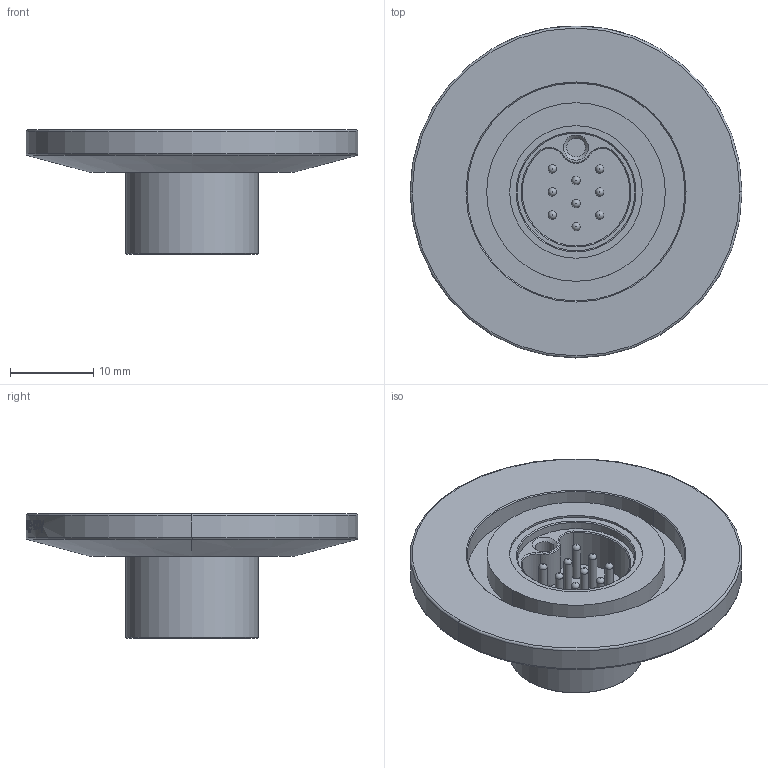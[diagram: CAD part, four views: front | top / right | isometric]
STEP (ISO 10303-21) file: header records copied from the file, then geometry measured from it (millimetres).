
FILE_DESCRIPTION(/* description */ ('Alibre Inc.'),/* implementation_level */ '2;1');
FILE_NAME(/* name */ 'export0',/* time_stamp */ '2014-08-18T12:48:17-07:00',/* author */ (''),/* organization */ (''),/* preprocessor_version */ 'ST-DEVELOPER v14',/* originating_system */ 'Alibre',/* authorisation */ '');
FILE_SCHEMA (('CONFIG_CONTROL_DESIGN'));
Length unit declared in the file: centimetre
Products named in the file (1): ID_1
Bounding box: 39.88 x 39.88 x 14.96 mm (x, y, z)
Volume: 5539.8 mm3; surface area: 4577.1 mm2
Topology: 1 solids, 1 shells, 390 faces, 979 edges, 646 vertices
Faces by surface type: plane 142, bspline 138, cylinder 71, torus 22, cone 16, sphere 1
Full cylindrical faces by diameter (mm): 0.991 x18, 2.261 x2, 14.122 x1, 15.926 x2
Entity records: 31696 total; most frequent: CARTESIAN_POINT 23907, ORIENTED_EDGE 1832, DIRECTION 995, EDGE_CURVE 916, VERTEX_POINT 628, EDGE_LOOP 490, FACE_BOUND 490, AXIS2_PLACEMENT_3D 482
